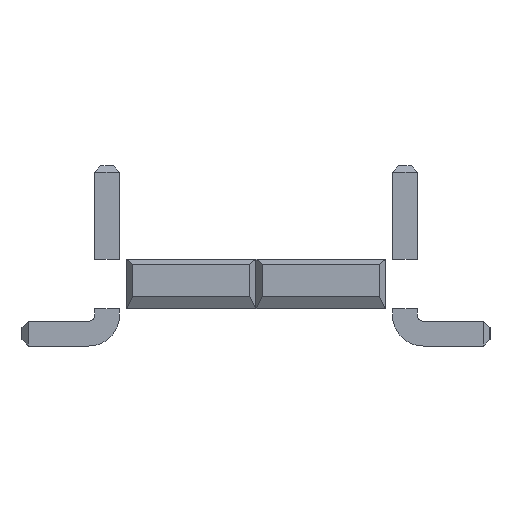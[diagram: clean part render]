
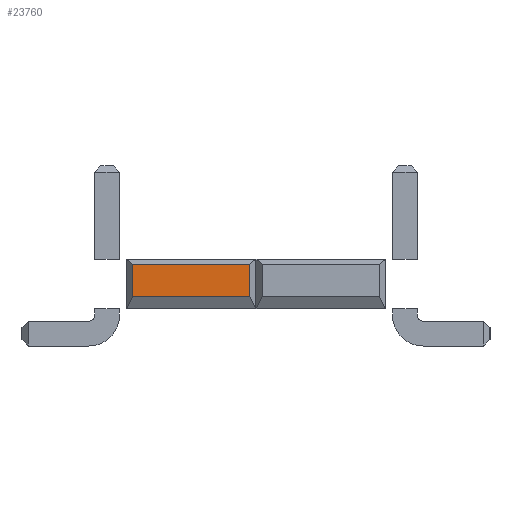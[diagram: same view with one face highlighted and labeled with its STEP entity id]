
A CAD part, left-side view. The second image highlights one B-rep face of the part: STEP entity #23760.
In plain terms, the highlighted planar face has unit normal (-1, 0, 0).
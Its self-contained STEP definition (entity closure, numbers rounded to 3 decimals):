
#23283=CARTESIAN_POINT('',(-8.0,0.044,0.587));
#23282=VERTEX_POINT('',#23283);
#23301=CARTESIAN_POINT('',(-8.0,0.883,0.587));
#23300=VERTEX_POINT('',#23301);
#23309=EDGE_CURVE('',#23282,#23300,#23314,.T.);
#23314=LINE('',#23283,#23316);
#23316=VECTOR('',#23317,0.838);
#23317=DIRECTION('',(0.0,1.0,0.0));
#23428=CARTESIAN_POINT('',(-8.0,0.883,0.356));
#23427=VERTEX_POINT('',#23428);
#23436=EDGE_CURVE('',#23300,#23427,#23441,.T.);
#23441=LINE('',#23301,#23443);
#23443=VECTOR('',#23444,0.231);
#23444=DIRECTION('',(0.0,0.0,-1.0));
#23479=CARTESIAN_POINT('',(-8.0,0.044,0.356));
#23478=VERTEX_POINT('',#23479);
#23505=EDGE_CURVE('',#23478,#23282,#23510,.T.);
#23510=LINE('',#23479,#23512);
#23512=VECTOR('',#23513,0.231);
#23513=DIRECTION('',(0.0,0.0,1.0));
#23740=EDGE_CURVE('',#23427,#23478,#23745,.T.);
#23745=LINE('',#23428,#23747);
#23747=VECTOR('',#23748,0.838);
#23748=DIRECTION('',(0.0,-1.0,0.0));
#23760=ADVANCED_FACE('',(#23766),#23761,.T.);
#23761=PLANE('',#23762);
#23762=AXIS2_PLACEMENT_3D('',#23763,#23764,#23765);
#23763=CARTESIAN_POINT('',(-8.0,0.883,0.356));
#23764=DIRECTION('',(-1.0,0.0,0.0));
#23765=DIRECTION('',(0.,0.,1.));
#23766=FACE_OUTER_BOUND('',#23767,.T.);
#23767=EDGE_LOOP('',(#23768,#23778,#23788,#23798));
#23768=ORIENTED_EDGE('',*,*,#23740,.T.);
#23778=ORIENTED_EDGE('',*,*,#23505,.T.);
#23788=ORIENTED_EDGE('',*,*,#23309,.T.);
#23798=ORIENTED_EDGE('',*,*,#23436,.T.);
